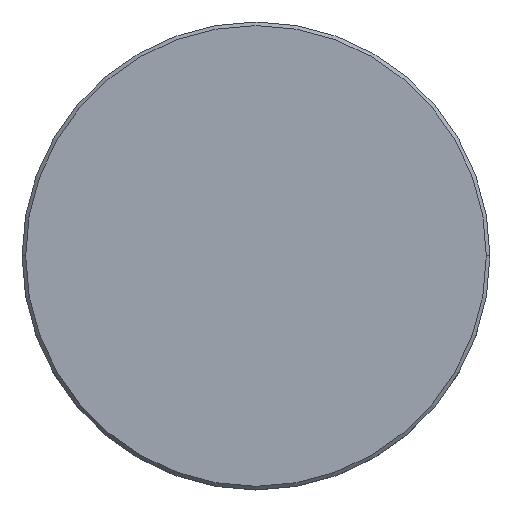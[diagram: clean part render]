
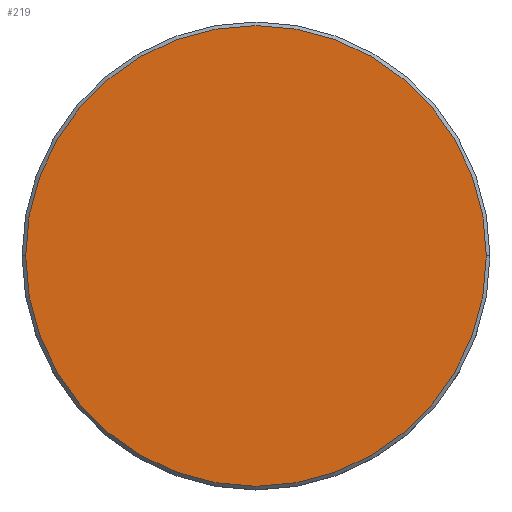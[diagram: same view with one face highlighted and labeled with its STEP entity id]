
A CAD part, top view. The second image highlights one B-rep face of the part: STEP entity #219.
In plain terms, the highlighted planar face has unit normal (0, 0, 1).
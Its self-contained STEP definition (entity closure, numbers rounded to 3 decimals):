
#2 = CARTESIAN_POINT ( 'NONE',  ( -32., 0., 0. ) ) ;
#81 = FACE_OUTER_BOUND ( 'NONE', #229, .T. ) ;
#116 = AXIS2_PLACEMENT_3D ( 'NONE', #163, #781, #875 ) ;
#146 = DIRECTION ( 'NONE',  ( 1., 0., 0. ) ) ;
#163 = CARTESIAN_POINT ( 'NONE',  ( 0., 0., 0. ) ) ;
#173 = DIRECTION ( 'NONE',  ( 1., 0., 0. ) ) ;
#219 = ADVANCED_FACE ( 'NONE', ( #81 ), #1156, .T. ) ;
#229 = EDGE_LOOP ( 'NONE', ( #666, #1019 ) ) ;
#244 = DIRECTION ( 'NONE',  ( 0., 0., 1. ) ) ;
#410 = CIRCLE ( 'NONE', #1087, 32. ) ;
#513 = CARTESIAN_POINT ( 'NONE',  ( 32., 0., 0. ) ) ;
#620 = CARTESIAN_POINT ( 'NONE',  ( 0., 0., 0. ) ) ;
#666 = ORIENTED_EDGE ( 'NONE', *, *, #787, .T. ) ;
#668 = DIRECTION ( 'NONE',  ( 0., 0., 1. ) ) ;
#719 = AXIS2_PLACEMENT_3D ( 'NONE', #620, #244, #173 ) ;
#722 = EDGE_CURVE ( 'NONE', #918, #777, #1104, .T. ) ;
#777 = VERTEX_POINT ( 'NONE', #2 ) ;
#781 = DIRECTION ( 'NONE',  ( 0., 0., 1. ) ) ;
#787 = EDGE_CURVE ( 'NONE', #777, #918, #410, .T. ) ;
#875 = DIRECTION ( 'NONE',  ( 1., 0., 0. ) ) ;
#918 = VERTEX_POINT ( 'NONE', #513 ) ;
#1019 = ORIENTED_EDGE ( 'NONE', *, *, #722, .T. ) ;
#1055 = CARTESIAN_POINT ( 'NONE',  ( 0., 0., 0. ) ) ;
#1087 = AXIS2_PLACEMENT_3D ( 'NONE', #1055, #668, #146 ) ;
#1104 = CIRCLE ( 'NONE', #116, 32. ) ;
#1156 = PLANE ( 'NONE',  #719 ) ;
